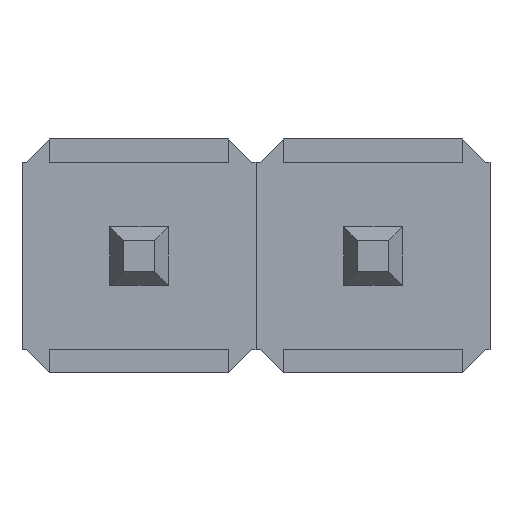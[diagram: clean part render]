
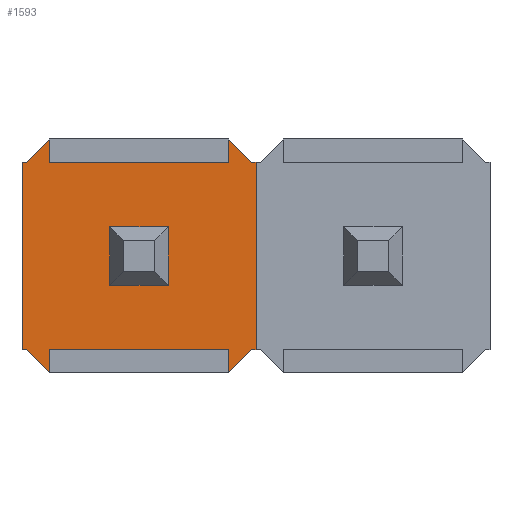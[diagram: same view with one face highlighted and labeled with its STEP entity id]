
A CAD part, front view. The second image highlights one B-rep face of the part: STEP entity #1593.
In plain terms, the highlighted planar face has unit normal (0, -1, 0).
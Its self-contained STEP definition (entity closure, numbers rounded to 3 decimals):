
#14=FACE_BOUND('',#163,.T.);
#61=FACE_OUTER_BOUND('',#162,.T.);
#162=EDGE_LOOP('',(#1165,#1166,#1167,#1168,#1169,#1170,#1171,#1172,#1173,
#1174,#1175,#1176,#1177,#1178,#1179,#1180));
#163=EDGE_LOOP('',(#1181,#1182,#1183,#1184));
#283=LINE('',#2319,#503);
#286=LINE('',#2324,#506);
#288=LINE('',#2328,#508);
#290=LINE('',#2331,#510);
#291=LINE('',#2334,#511);
#296=LINE('',#2343,#516);
#301=LINE('',#2353,#521);
#308=LINE('',#2366,#528);
#314=LINE('',#2378,#534);
#316=LINE('',#2381,#536);
#317=LINE('',#2383,#537);
#318=LINE('',#2385,#538);
#319=LINE('',#2386,#539);
#320=LINE('',#2388,#540);
#321=LINE('',#2390,#541);
#322=LINE('',#2391,#542);
#323=LINE('',#2393,#543);
#324=LINE('',#2395,#544);
#325=LINE('',#2396,#545);
#326=LINE('',#2397,#546);
#503=VECTOR('',#1876,1000.);
#506=VECTOR('',#1881,1000.);
#508=VECTOR('',#1885,1000.);
#510=VECTOR('',#1889,1000.);
#511=VECTOR('',#1892,1000.);
#516=VECTOR('',#1901,1000.);
#521=VECTOR('',#1912,1000.);
#528=VECTOR('',#1925,1000.);
#534=VECTOR('',#1939,1000.);
#536=VECTOR('',#1943,1000.);
#537=VECTOR('',#1944,1000.);
#538=VECTOR('',#1945,1000.);
#539=VECTOR('',#1946,1000.);
#540=VECTOR('',#1947,1000.);
#541=VECTOR('',#1948,1000.);
#542=VECTOR('',#1949,1000.);
#543=VECTOR('',#1950,1000.);
#544=VECTOR('',#1951,1000.);
#545=VECTOR('',#1952,1000.);
#546=VECTOR('',#1953,1000.);
#701=VERTEX_POINT('',#2297);
#704=VERTEX_POINT('',#2303);
#705=VERTEX_POINT('',#2307);
#708=VERTEX_POINT('',#2313);
#709=VERTEX_POINT('',#2317);
#710=VERTEX_POINT('',#2318);
#711=VERTEX_POINT('',#2323);
#712=VERTEX_POINT('',#2327);
#713=VERTEX_POINT('',#2333);
#715=VERTEX_POINT('',#2342);
#717=VERTEX_POINT('',#2352);
#720=VERTEX_POINT('',#2365);
#721=VERTEX_POINT('',#2375);
#722=VERTEX_POINT('',#2377);
#723=VERTEX_POINT('',#2382);
#724=VERTEX_POINT('',#2384);
#725=VERTEX_POINT('',#2387);
#726=VERTEX_POINT('',#2389);
#727=VERTEX_POINT('',#2392);
#728=VERTEX_POINT('',#2394);
#851=EDGE_CURVE('',#709,#710,#283,.T.);
#854=EDGE_CURVE('',#710,#711,#286,.T.);
#856=EDGE_CURVE('',#711,#712,#288,.T.);
#858=EDGE_CURVE('',#712,#709,#290,.T.);
#859=EDGE_CURVE('',#713,#701,#291,.T.);
#864=EDGE_CURVE('',#704,#715,#296,.T.);
#869=EDGE_CURVE('',#708,#717,#301,.T.);
#876=EDGE_CURVE('',#720,#705,#308,.T.);
#882=EDGE_CURVE('',#721,#722,#314,.T.);
#884=EDGE_CURVE('',#721,#704,#316,.T.);
#885=EDGE_CURVE('',#723,#715,#317,.T.);
#886=EDGE_CURVE('',#723,#724,#318,.T.);
#887=EDGE_CURVE('',#724,#720,#319,.T.);
#888=EDGE_CURVE('',#705,#725,#320,.T.);
#889=EDGE_CURVE('',#725,#726,#321,.T.);
#890=EDGE_CURVE('',#708,#726,#322,.T.);
#891=EDGE_CURVE('',#727,#717,#323,.T.);
#892=EDGE_CURVE('',#728,#727,#324,.T.);
#893=EDGE_CURVE('',#728,#713,#325,.T.);
#894=EDGE_CURVE('',#722,#701,#326,.T.);
#1165=ORIENTED_EDGE('',*,*,#882,.F.);
#1166=ORIENTED_EDGE('',*,*,#884,.T.);
#1167=ORIENTED_EDGE('',*,*,#864,.T.);
#1168=ORIENTED_EDGE('',*,*,#885,.F.);
#1169=ORIENTED_EDGE('',*,*,#886,.T.);
#1170=ORIENTED_EDGE('',*,*,#887,.T.);
#1171=ORIENTED_EDGE('',*,*,#876,.T.);
#1172=ORIENTED_EDGE('',*,*,#888,.T.);
#1173=ORIENTED_EDGE('',*,*,#889,.T.);
#1174=ORIENTED_EDGE('',*,*,#890,.F.);
#1175=ORIENTED_EDGE('',*,*,#869,.T.);
#1176=ORIENTED_EDGE('',*,*,#891,.F.);
#1177=ORIENTED_EDGE('',*,*,#892,.F.);
#1178=ORIENTED_EDGE('',*,*,#893,.T.);
#1179=ORIENTED_EDGE('',*,*,#859,.T.);
#1180=ORIENTED_EDGE('',*,*,#894,.F.);
#1181=ORIENTED_EDGE('',*,*,#851,.T.);
#1182=ORIENTED_EDGE('',*,*,#854,.T.);
#1183=ORIENTED_EDGE('',*,*,#856,.T.);
#1184=ORIENTED_EDGE('',*,*,#858,.T.);
#1493=PLANE('',#1716);
#1593=ADVANCED_FACE('',(#61,#14),#1493,.F.);
#1716=AXIS2_PLACEMENT_3D('',#2380,#1941,#1942);
#1876=DIRECTION('',(0.,0.,1.));
#1881=DIRECTION('',(1.,0.,0.));
#1885=DIRECTION('',(0.,0.,-1.));
#1889=DIRECTION('',(-1.,0.,0.));
#1892=DIRECTION('',(-0.707,0.,0.707));
#1901=DIRECTION('',(-0.707,0.,-0.707));
#1912=DIRECTION('',(0.707,0.,0.707));
#1925=DIRECTION('',(0.707,0.,-0.707));
#1939=DIRECTION('',(1.,0.,0.));
#1941=DIRECTION('center_axis',(0.,1.,0.));
#1942=DIRECTION('ref_axis',(0.,0.,1.));
#1943=DIRECTION('',(0.,0.,1.));
#1944=DIRECTION('',(1.,0.,0.));
#1945=DIRECTION('',(0.,0.,-1.));
#1946=DIRECTION('',(1.,0.,0.));
#1947=DIRECTION('',(0.,0.,1.));
#1948=DIRECTION('',(1.,0.,0.));
#1949=DIRECTION('',(0.,0.,1.));
#1950=DIRECTION('',(-1.,0.,0.));
#1951=DIRECTION('',(0.,0.,-1.));
#1952=DIRECTION('',(-1.,0.,0.));
#1953=DIRECTION('',(0.,0.,1.));
#2297=CARTESIAN_POINT('',(0.975,0.3,1.27));
#2303=CARTESIAN_POINT('',(-0.975,0.3,1.27));
#2307=CARTESIAN_POINT('',(-0.975,0.3,-1.27));
#2313=CARTESIAN_POINT('',(0.975,0.3,-1.27));
#2317=CARTESIAN_POINT('',(-0.32,0.3,-0.32));
#2318=CARTESIAN_POINT('',(-0.32,0.3,0.32));
#2319=CARTESIAN_POINT('',(-0.32,0.3,0.32));
#2323=CARTESIAN_POINT('',(0.32,0.3,0.32));
#2324=CARTESIAN_POINT('',(0.32,0.3,0.32));
#2327=CARTESIAN_POINT('',(0.32,0.3,-0.32));
#2328=CARTESIAN_POINT('',(0.32,0.3,0.32));
#2331=CARTESIAN_POINT('',(0.32,0.3,-0.32));
#2333=CARTESIAN_POINT('',(1.225,0.3,1.02));
#2334=CARTESIAN_POINT('',(1.225,0.3,1.02));
#2342=CARTESIAN_POINT('',(-1.225,0.3,1.02));
#2343=CARTESIAN_POINT('',(-0.975,0.3,1.27));
#2352=CARTESIAN_POINT('',(1.225,0.3,-1.02));
#2353=CARTESIAN_POINT('',(0.975,0.3,-1.27));
#2365=CARTESIAN_POINT('',(-1.225,0.3,-1.02));
#2366=CARTESIAN_POINT('',(-1.225,0.3,-1.02));
#2375=CARTESIAN_POINT('',(-0.975,0.3,1.02));
#2377=CARTESIAN_POINT('',(0.975,0.3,1.02));
#2378=CARTESIAN_POINT('',(-1.225,0.3,1.02));
#2380=CARTESIAN_POINT('Origin',(-1.225,0.3,1.02));
#2381=CARTESIAN_POINT('',(-0.975,0.3,-1.27));
#2382=CARTESIAN_POINT('',(-1.27,0.3,1.02));
#2383=CARTESIAN_POINT('',(-5.39,0.3,1.02));
#2384=CARTESIAN_POINT('',(-1.27,0.3,-1.02));
#2385=CARTESIAN_POINT('',(-1.27,0.3,-1.02));
#2386=CARTESIAN_POINT('',(-5.39,0.3,-1.02));
#2387=CARTESIAN_POINT('',(-0.975,0.3,-1.02));
#2388=CARTESIAN_POINT('',(-0.975,0.3,-1.27));
#2389=CARTESIAN_POINT('',(0.975,0.3,-1.02));
#2390=CARTESIAN_POINT('',(-1.225,0.3,-1.02));
#2391=CARTESIAN_POINT('',(0.975,0.3,-1.27));
#2392=CARTESIAN_POINT('',(1.27,0.3,-1.02));
#2393=CARTESIAN_POINT('',(5.39,0.3,-1.02));
#2394=CARTESIAN_POINT('',(1.27,0.3,1.02));
#2395=CARTESIAN_POINT('',(1.27,0.3,1.02));
#2396=CARTESIAN_POINT('',(5.39,0.3,1.02));
#2397=CARTESIAN_POINT('',(0.975,0.3,-1.27));
